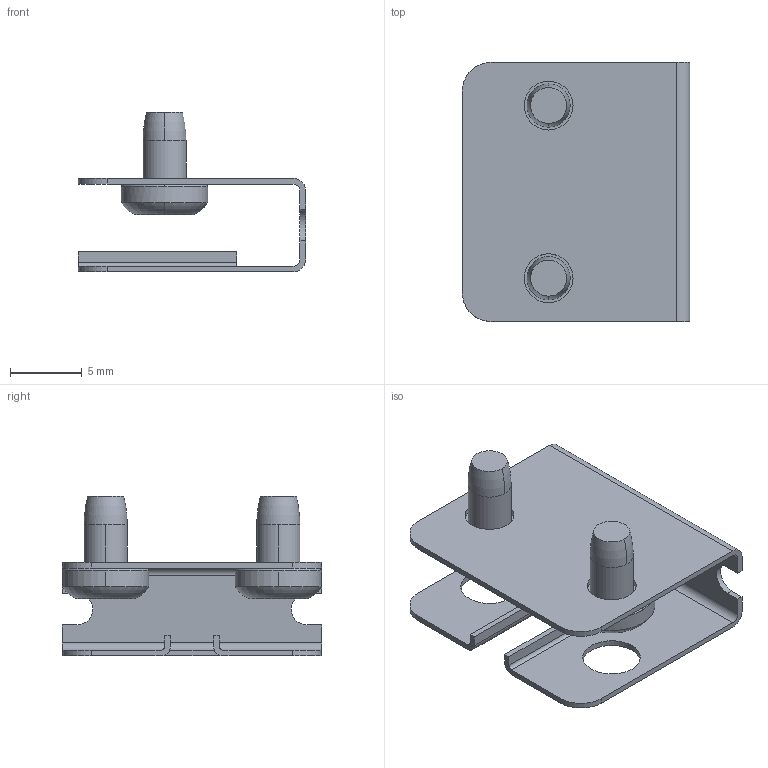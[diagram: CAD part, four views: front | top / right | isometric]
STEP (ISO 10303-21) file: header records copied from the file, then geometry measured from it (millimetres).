
FILE_DESCRIPTION (( 'STEP AP214' ), '1' );
FILE_NAME ('KIT-C80.STEP', '2024-08-21T12:59:16', ( '' ), ( '' ), 'SwSTEP 2.0', 'SolidWorks 2021', '' );
FILE_SCHEMA (( 'AUTOMOTIVE_DESIGN' ));
Length unit declared in the file: inch
Products named in the file (1): KIT-C80
Bounding box: 15.81 x 18 x 11.1 mm (x, y, z)
Volume: 401.4 mm3; surface area: 1524.9 mm2
Topology: 3 solids, 3 shells, 124 faces, 344 edges, 230 vertices
Faces by surface type: cylinder 72, plane 36, torus 8, bspline 4, cone 4
Entity records: 4550 total; most frequent: CARTESIAN_POINT 1273, ORIENTED_EDGE 688, DIRECTION 672, EDGE_CURVE 344, AXIS2_PLACEMENT_3D 259, VERTEX_POINT 230, VECTOR 154, LINE 154
